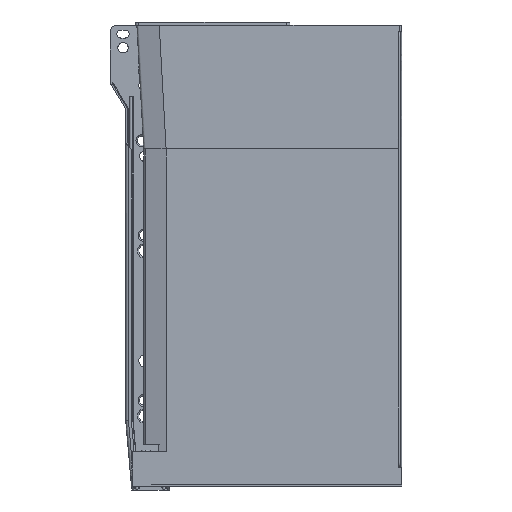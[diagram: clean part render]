
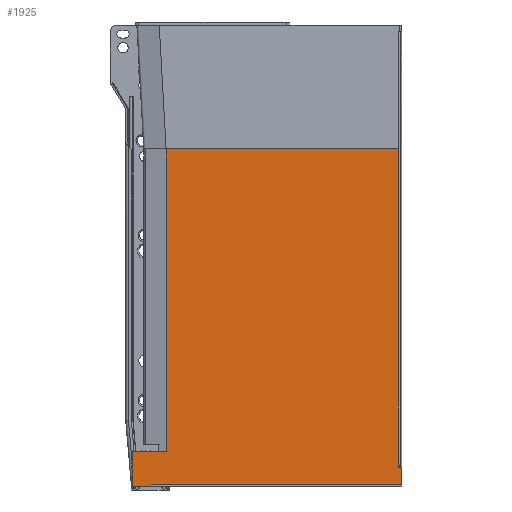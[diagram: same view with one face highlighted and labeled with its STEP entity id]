
A CAD part, left-side view. The second image highlights one B-rep face of the part: STEP entity #1925.
In plain terms, the highlighted planar face has unit normal (-1, 0, 0).
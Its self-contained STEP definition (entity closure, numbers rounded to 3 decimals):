
#110 = DIRECTION ( 'NONE',  ( 0., 0., -1. ) ) ;
#264 = EDGE_CURVE ( 'NONE', #7452, #8493, #3307, .T. ) ;
#265 = LINE ( 'NONE', #8368, #2479 ) ;
#272 = CARTESIAN_POINT ( 'NONE',  ( -14.887, 134.9, -248. ) ) ;
#298 = DIRECTION ( 'NONE',  ( 0., 1., 0. ) ) ;
#361 = CARTESIAN_POINT ( 'NONE',  ( -14.887, -378., -257. ) ) ;
#522 = VERTEX_POINT ( 'NONE', #6965 ) ;
#553 = LINE ( 'NONE', #9487, #5337 ) ;
#614 = CARTESIAN_POINT ( 'NONE',  ( -14.887, 134.9, -268. ) ) ;
#672 = FACE_OUTER_BOUND ( 'NONE', #6090, .T. ) ;
#725 = CARTESIAN_POINT ( 'NONE',  ( -14.887, 134.9, -248. ) ) ;
#788 = VECTOR ( 'NONE', #5571, 1000. ) ;
#1034 = CARTESIAN_POINT ( 'NONE',  ( -14.887, 134.9, -72. ) ) ;
#1042 = LINE ( 'NONE', #1932, #788 ) ;
#1093 = VECTOR ( 'NONE', #1991, 1000. ) ;
#1179 = CARTESIAN_POINT ( 'NONE',  ( -14.887, 154.645, -248. ) ) ;
#1241 = EDGE_CURVE ( 'NONE', #2336, #5761, #2712, .T. ) ;
#1509 = VERTEX_POINT ( 'NONE', #9109 ) ;
#1625 = VERTEX_POINT ( 'NONE', #272 ) ;
#1803 = ORIENTED_EDGE ( 'NONE', *, *, #2700, .F. ) ;
#1925 = ADVANCED_FACE ( 'NONE', ( #672 ), #6012, .T. ) ;
#1932 = CARTESIAN_POINT ( 'NONE',  ( -14.887, -2.091, -268. ) ) ;
#1991 = DIRECTION ( 'NONE',  ( 0., -1., 0. ) ) ;
#2114 = VECTOR ( 'NONE', #9383, 1000. ) ;
#2336 = VERTEX_POINT ( 'NONE', #6041 ) ;
#2370 = VECTOR ( 'NONE', #2899, 1000. ) ;
#2431 = VECTOR ( 'NONE', #110, 1000. ) ;
#2479 = VECTOR ( 'NONE', #6264, 1000. ) ;
#2676 = ORIENTED_EDGE ( 'NONE', *, *, #264, .T. ) ;
#2700 = EDGE_CURVE ( 'NONE', #4872, #1509, #265, .T. ) ;
#2712 = LINE ( 'NONE', #1179, #2431 ) ;
#2899 = DIRECTION ( 'NONE',  ( 0., -1., 0. ) ) ;
#2928 = DIRECTION ( 'NONE',  ( -1., 0., 0. ) ) ;
#2946 = DIRECTION ( 'NONE',  ( 0., 1., 0. ) ) ;
#3034 = CARTESIAN_POINT ( 'NONE',  ( -14.887, 143.5, -266.9 ) ) ;
#3127 = AXIS2_PLACEMENT_3D ( 'NONE', #9647, #2928, #9605 ) ;
#3169 = VERTEX_POINT ( 'NONE', #6157 ) ;
#3202 = ORIENTED_EDGE ( 'NONE', *, *, #5742, .T. ) ;
#3307 = LINE ( 'NONE', #7026, #4544 ) ;
#3351 = VERTEX_POINT ( 'NONE', #4292 ) ;
#3423 = LINE ( 'NONE', #614, #1093 ) ;
#3648 = EDGE_CURVE ( 'NONE', #522, #3169, #1042, .T. ) ;
#4039 = DIRECTION ( 'NONE',  ( 0., 1., 0. ) ) ;
#4076 = EDGE_CURVE ( 'NONE', #2336, #1625, #4455, .T. ) ;
#4186 = CARTESIAN_POINT ( 'NONE',  ( -14.887, -0.837, -72. ) ) ;
#4292 = CARTESIAN_POINT ( 'NONE',  ( -14.887, -0.837, -257. ) ) ;
#4455 = LINE ( 'NONE', #725, #2370 ) ;
#4544 = VECTOR ( 'NONE', #298, 1000. ) ;
#4827 = ORIENTED_EDGE ( 'NONE', *, *, #7035, .F. ) ;
#4872 = VERTEX_POINT ( 'NONE', #3034 ) ;
#5119 = ORIENTED_EDGE ( 'NONE', *, *, #4076, .F. ) ;
#5252 = CARTESIAN_POINT ( 'NONE',  ( -14.887, -2.091, -266.9 ) ) ;
#5337 = VECTOR ( 'NONE', #7239, 1000. ) ;
#5571 = DIRECTION ( 'NONE',  ( 0., 0., -1. ) ) ;
#5613 = CARTESIAN_POINT ( 'NONE',  ( -14.887, 154.645, -268. ) ) ;
#5742 = EDGE_CURVE ( 'NONE', #3351, #7452, #8796, .T. ) ;
#5761 = VERTEX_POINT ( 'NONE', #5613 ) ;
#5762 = ORIENTED_EDGE ( 'NONE', *, *, #6279, .F. ) ;
#6012 = PLANE ( 'NONE',  #3127 ) ;
#6041 = CARTESIAN_POINT ( 'NONE',  ( -14.887, 154.645, -248. ) ) ;
#6090 = EDGE_LOOP ( 'NONE', ( #5762, #6351, #6663, #3202, #2676, #4827, #5119, #6545, #8554, #1803 ) ) ;
#6157 = CARTESIAN_POINT ( 'NONE',  ( -14.887, -2.091, -266.9 ) ) ;
#6264 = DIRECTION ( 'NONE',  ( 0., 0., -1. ) ) ;
#6279 = EDGE_CURVE ( 'NONE', #3169, #4872, #8967, .T. ) ;
#6351 = ORIENTED_EDGE ( 'NONE', *, *, #3648, .F. ) ;
#6545 = ORIENTED_EDGE ( 'NONE', *, *, #1241, .T. ) ;
#6581 = EDGE_CURVE ( 'NONE', #5761, #1509, #3423, .T. ) ;
#6663 = ORIENTED_EDGE ( 'NONE', *, *, #6872, .T. ) ;
#6872 = EDGE_CURVE ( 'NONE', #522, #3351, #6987, .T. ) ;
#6894 = VECTOR ( 'NONE', #4039, 1000. ) ;
#6965 = CARTESIAN_POINT ( 'NONE',  ( -14.887, -2.091, -257. ) ) ;
#6987 = LINE ( 'NONE', #361, #6894 ) ;
#7026 = CARTESIAN_POINT ( 'NONE',  ( -14.887, -0.837, -72. ) ) ;
#7035 = EDGE_CURVE ( 'NONE', #1625, #8493, #553, .T. ) ;
#7239 = DIRECTION ( 'NONE',  ( 0., 0., 1. ) ) ;
#7452 = VERTEX_POINT ( 'NONE', #4186 ) ;
#8014 = CARTESIAN_POINT ( 'NONE',  ( -14.887, -0.837, -268. ) ) ;
#8368 = CARTESIAN_POINT ( 'NONE',  ( -14.887, 143.5, -268. ) ) ;
#8493 = VERTEX_POINT ( 'NONE', #1034 ) ;
#8554 = ORIENTED_EDGE ( 'NONE', *, *, #6581, .T. ) ;
#8796 = LINE ( 'NONE', #8014, #2114 ) ;
#8967 = LINE ( 'NONE', #5252, #9481 ) ;
#9109 = CARTESIAN_POINT ( 'NONE',  ( -14.887, 143.5, -268. ) ) ;
#9383 = DIRECTION ( 'NONE',  ( 0., 0., 1. ) ) ;
#9481 = VECTOR ( 'NONE', #2946, 1000. ) ;
#9487 = CARTESIAN_POINT ( 'NONE',  ( -14.887, 134.9, -268. ) ) ;
#9605 = DIRECTION ( 'NONE',  ( 0., 0., -1. ) ) ;
#9647 = CARTESIAN_POINT ( 'NONE',  ( -14.887, -0.837, -268. ) ) ;
